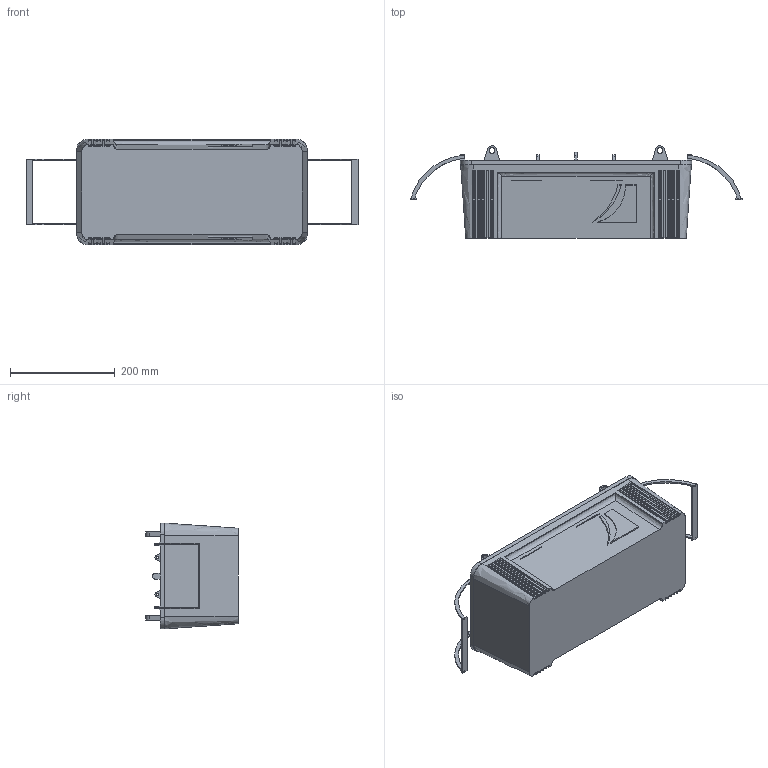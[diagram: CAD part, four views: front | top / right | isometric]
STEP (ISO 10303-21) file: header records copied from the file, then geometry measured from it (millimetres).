
FILE_DESCRIPTION(('FreeCAD Model'),'2;1');
FILE_NAME('Open CASCADE Shape Model','2025-04-30T10:11:51',('FreeCAD'),( 'FreeCAD'),'Open CASCADE STEP processor 7.6','FreeCAD','Unknown');
FILE_SCHEMA(('AUTOMOTIVE_DESIGN { 1 0 10303 214 1 1 1 1 }'));
Length unit declared in the file: millimetre
Products named in the file (1): Open CASCADE STEP translator 7.6 1
Bounding box: 635 x 176.56 x 202.38 mm (x, y, z)
Volume: 10962869.1 mm3; surface area: 686183.7 mm2
Topology: 20 solids, 20 shells, 1076 faces, 2749 edges, 1766 vertices
Faces by surface type: bspline 1076
Entity records: 31390 total; most frequent: CARTESIAN_POINT 15367, ORIENTED_EDGE 5498, EDGE_CURVE 2749, B_SPLINE_CURVE_WITH_KNOTS 1901, VERTEX_POINT 1766, FACE_BOUND 1179, EDGE_LOOP 1179, ADVANCED_FACE 1076
